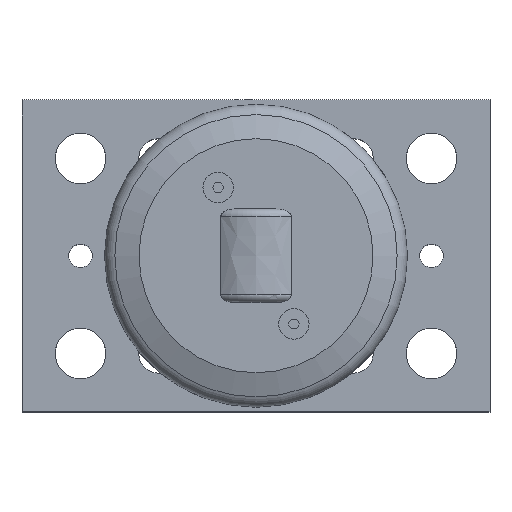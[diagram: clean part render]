
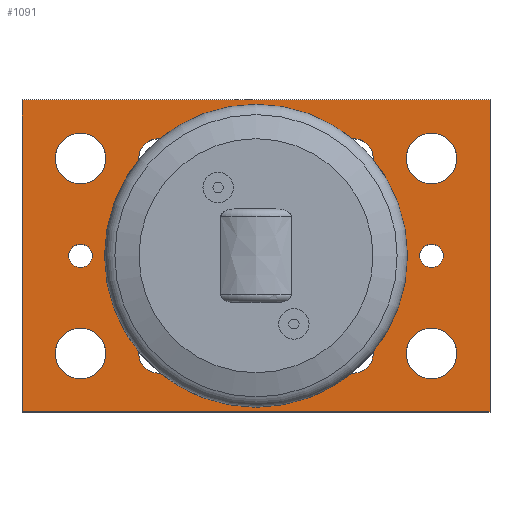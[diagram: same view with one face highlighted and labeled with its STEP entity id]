
A CAD part, top view. The second image highlights one B-rep face of the part: STEP entity #1091.
In plain terms, the highlighted planar face has unit normal (0, 0, 1).
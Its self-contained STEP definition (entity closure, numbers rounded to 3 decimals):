
#46=FACE_BOUND('',#241,.T.);
#47=FACE_BOUND('',#242,.T.);
#48=FACE_BOUND('',#243,.T.);
#49=FACE_BOUND('',#244,.T.);
#50=FACE_BOUND('',#245,.T.);
#51=FACE_BOUND('',#246,.T.);
#52=FACE_BOUND('',#247,.T.);
#53=FACE_BOUND('',#248,.T.);
#54=FACE_BOUND('',#249,.T.);
#55=FACE_BOUND('',#250,.T.);
#56=FACE_BOUND('',#251,.T.);
#82=CIRCLE('',#1183,26.5);
#83=CIRCLE('',#1184,5.053);
#84=CIRCLE('',#1185,5.053);
#85=CIRCLE('',#1186,5.053);
#86=CIRCLE('',#1187,5.053);
#87=CIRCLE('',#1188,5.053);
#88=CIRCLE('',#1189,5.053);
#89=CIRCLE('',#1190,5.053);
#90=CIRCLE('',#1191,5.053);
#91=CIRCLE('',#1192,6.5);
#92=CIRCLE('',#1193,6.5);
#93=CIRCLE('',#1194,6.5);
#94=CIRCLE('',#1195,6.5);
#95=CIRCLE('',#1196,3.);
#96=CIRCLE('',#1197,3.);
#175=FACE_OUTER_BOUND('',#240,.T.);
#240=EDGE_LOOP('',(#821,#822,#823,#824));
#241=EDGE_LOOP('',(#825));
#242=EDGE_LOOP('',(#826,#827));
#243=EDGE_LOOP('',(#828,#829));
#244=EDGE_LOOP('',(#830,#831));
#245=EDGE_LOOP('',(#832,#833));
#246=EDGE_LOOP('',(#834));
#247=EDGE_LOOP('',(#835));
#248=EDGE_LOOP('',(#836));
#249=EDGE_LOOP('',(#837));
#250=EDGE_LOOP('',(#838));
#251=EDGE_LOOP('',(#839));
#347=LINE('',#1786,#422);
#348=LINE('',#1788,#423);
#349=LINE('',#1790,#424);
#350=LINE('',#1791,#425);
#422=VECTOR('',#1386,10.);
#423=VECTOR('',#1387,10.);
#424=VECTOR('',#1388,10.);
#425=VECTOR('',#1389,10.);
#499=VERTEX_POINT('',#1784);
#500=VERTEX_POINT('',#1785);
#501=VERTEX_POINT('',#1787);
#502=VERTEX_POINT('',#1789);
#503=VERTEX_POINT('',#1792);
#504=VERTEX_POINT('',#1794);
#505=VERTEX_POINT('',#1795);
#506=VERTEX_POINT('',#1798);
#507=VERTEX_POINT('',#1799);
#508=VERTEX_POINT('',#1802);
#509=VERTEX_POINT('',#1803);
#510=VERTEX_POINT('',#1806);
#511=VERTEX_POINT('',#1807);
#512=VERTEX_POINT('',#1810);
#513=VERTEX_POINT('',#1812);
#514=VERTEX_POINT('',#1814);
#515=VERTEX_POINT('',#1816);
#516=VERTEX_POINT('',#1818);
#517=VERTEX_POINT('',#1820);
#624=EDGE_CURVE('',#499,#500,#347,.T.);
#625=EDGE_CURVE('',#501,#499,#348,.T.);
#626=EDGE_CURVE('',#502,#501,#349,.T.);
#627=EDGE_CURVE('',#500,#502,#350,.T.);
#628=EDGE_CURVE('',#503,#503,#82,.T.);
#629=EDGE_CURVE('',#504,#505,#83,.T.);
#630=EDGE_CURVE('',#505,#504,#84,.T.);
#631=EDGE_CURVE('',#506,#507,#85,.T.);
#632=EDGE_CURVE('',#507,#506,#86,.T.);
#633=EDGE_CURVE('',#508,#509,#87,.T.);
#634=EDGE_CURVE('',#509,#508,#88,.T.);
#635=EDGE_CURVE('',#510,#511,#89,.T.);
#636=EDGE_CURVE('',#511,#510,#90,.T.);
#637=EDGE_CURVE('',#512,#512,#91,.T.);
#638=EDGE_CURVE('',#513,#513,#92,.T.);
#639=EDGE_CURVE('',#514,#514,#93,.T.);
#640=EDGE_CURVE('',#515,#515,#94,.T.);
#641=EDGE_CURVE('',#516,#516,#95,.T.);
#642=EDGE_CURVE('',#517,#517,#96,.T.);
#821=ORIENTED_EDGE('',*,*,#624,.F.);
#822=ORIENTED_EDGE('',*,*,#625,.F.);
#823=ORIENTED_EDGE('',*,*,#626,.F.);
#824=ORIENTED_EDGE('',*,*,#627,.F.);
#825=ORIENTED_EDGE('',*,*,#628,.T.);
#826=ORIENTED_EDGE('',*,*,#629,.T.);
#827=ORIENTED_EDGE('',*,*,#630,.T.);
#828=ORIENTED_EDGE('',*,*,#631,.T.);
#829=ORIENTED_EDGE('',*,*,#632,.T.);
#830=ORIENTED_EDGE('',*,*,#633,.T.);
#831=ORIENTED_EDGE('',*,*,#634,.T.);
#832=ORIENTED_EDGE('',*,*,#635,.T.);
#833=ORIENTED_EDGE('',*,*,#636,.T.);
#834=ORIENTED_EDGE('',*,*,#637,.T.);
#835=ORIENTED_EDGE('',*,*,#638,.T.);
#836=ORIENTED_EDGE('',*,*,#639,.T.);
#837=ORIENTED_EDGE('',*,*,#640,.T.);
#838=ORIENTED_EDGE('',*,*,#641,.T.);
#839=ORIENTED_EDGE('',*,*,#642,.T.);
#1056=PLANE('',#1182);
#1091=ADVANCED_FACE('',(#175,#46,#47,#48,#49,#50,#51,#52,#53,#54,#55,#56),
#1056,.T.);
#1182=AXIS2_PLACEMENT_3D('',#1783,#1384,#1385);
#1183=AXIS2_PLACEMENT_3D('',#1793,#1390,#1391);
#1184=AXIS2_PLACEMENT_3D('',#1796,#1392,#1393);
#1185=AXIS2_PLACEMENT_3D('',#1797,#1394,#1395);
#1186=AXIS2_PLACEMENT_3D('',#1800,#1396,#1397);
#1187=AXIS2_PLACEMENT_3D('',#1801,#1398,#1399);
#1188=AXIS2_PLACEMENT_3D('',#1804,#1400,#1401);
#1189=AXIS2_PLACEMENT_3D('',#1805,#1402,#1403);
#1190=AXIS2_PLACEMENT_3D('',#1808,#1404,#1405);
#1191=AXIS2_PLACEMENT_3D('',#1809,#1406,#1407);
#1192=AXIS2_PLACEMENT_3D('',#1811,#1408,#1409);
#1193=AXIS2_PLACEMENT_3D('',#1813,#1410,#1411);
#1194=AXIS2_PLACEMENT_3D('',#1815,#1412,#1413);
#1195=AXIS2_PLACEMENT_3D('',#1817,#1414,#1415);
#1196=AXIS2_PLACEMENT_3D('',#1819,#1416,#1417);
#1197=AXIS2_PLACEMENT_3D('',#1821,#1418,#1419);
#1384=DIRECTION('center_axis',(0.,0.,1.));
#1385=DIRECTION('ref_axis',(1.,0.,0.));
#1386=DIRECTION('',(0.,1.,0.));
#1387=DIRECTION('',(-1.,0.,0.));
#1388=DIRECTION('',(0.,-1.,0.));
#1389=DIRECTION('',(1.,0.,0.));
#1390=DIRECTION('center_axis',(0.,0.,-1.));
#1391=DIRECTION('ref_axis',(0.,-1.,0.));
#1392=DIRECTION('center_axis',(0.,0.,-1.));
#1393=DIRECTION('ref_axis',(1.,0.,0.));
#1394=DIRECTION('center_axis',(0.,0.,-1.));
#1395=DIRECTION('ref_axis',(1.,0.,0.));
#1396=DIRECTION('center_axis',(0.,0.,-1.));
#1397=DIRECTION('ref_axis',(1.,0.,0.));
#1398=DIRECTION('center_axis',(0.,0.,-1.));
#1399=DIRECTION('ref_axis',(1.,0.,0.));
#1400=DIRECTION('center_axis',(0.,0.,-1.));
#1401=DIRECTION('ref_axis',(1.,0.,0.));
#1402=DIRECTION('center_axis',(0.,0.,-1.));
#1403=DIRECTION('ref_axis',(1.,0.,0.));
#1404=DIRECTION('center_axis',(0.,0.,-1.));
#1405=DIRECTION('ref_axis',(1.,0.,0.));
#1406=DIRECTION('center_axis',(0.,0.,-1.));
#1407=DIRECTION('ref_axis',(1.,0.,0.));
#1408=DIRECTION('center_axis',(0.,0.,-1.));
#1409=DIRECTION('ref_axis',(-1.,0.,0.));
#1410=DIRECTION('center_axis',(0.,0.,-1.));
#1411=DIRECTION('ref_axis',(-1.,0.,0.));
#1412=DIRECTION('center_axis',(0.,0.,-1.));
#1413=DIRECTION('ref_axis',(-1.,0.,0.));
#1414=DIRECTION('center_axis',(0.,0.,-1.));
#1415=DIRECTION('ref_axis',(-1.,0.,0.));
#1416=DIRECTION('center_axis',(0.,0.,-1.));
#1417=DIRECTION('ref_axis',(-1.,0.,0.));
#1418=DIRECTION('center_axis',(0.,0.,-1.));
#1419=DIRECTION('ref_axis',(-1.,0.,0.));
#1783=CARTESIAN_POINT('Origin',(60.,40.,15.));
#1784=CARTESIAN_POINT('',(0.,0.,15.));
#1785=CARTESIAN_POINT('',(0.,80.,15.));
#1786=CARTESIAN_POINT('',(0.,80.,15.));
#1787=CARTESIAN_POINT('',(120.,0.,15.));
#1788=CARTESIAN_POINT('',(0.,0.,15.));
#1789=CARTESIAN_POINT('',(120.,80.,15.));
#1790=CARTESIAN_POINT('',(120.,0.,15.));
#1791=CARTESIAN_POINT('',(120.,80.,15.));
#1792=CARTESIAN_POINT('',(60.,66.5,15.));
#1793=CARTESIAN_POINT('Origin',(60.,40.,15.));
#1794=CARTESIAN_POINT('',(40.053,15.,15.));
#1795=CARTESIAN_POINT('',(29.947,15.,15.));
#1796=CARTESIAN_POINT('Origin',(35.,15.,15.));
#1797=CARTESIAN_POINT('Origin',(35.,15.,15.));
#1798=CARTESIAN_POINT('',(90.053,15.,15.));
#1799=CARTESIAN_POINT('',(79.947,15.,15.));
#1800=CARTESIAN_POINT('Origin',(85.,15.,15.));
#1801=CARTESIAN_POINT('Origin',(85.,15.,15.));
#1802=CARTESIAN_POINT('',(90.053,65.,15.));
#1803=CARTESIAN_POINT('',(79.947,65.,15.));
#1804=CARTESIAN_POINT('Origin',(85.,65.,15.));
#1805=CARTESIAN_POINT('Origin',(85.,65.,15.));
#1806=CARTESIAN_POINT('',(40.053,65.,15.));
#1807=CARTESIAN_POINT('',(29.947,65.,15.));
#1808=CARTESIAN_POINT('Origin',(35.,65.,15.));
#1809=CARTESIAN_POINT('Origin',(35.,65.,15.));
#1810=CARTESIAN_POINT('',(21.5,15.,15.));
#1811=CARTESIAN_POINT('Origin',(15.,15.,15.));
#1812=CARTESIAN_POINT('',(21.5,65.,15.));
#1813=CARTESIAN_POINT('Origin',(15.,65.,15.));
#1814=CARTESIAN_POINT('',(111.5,15.,15.));
#1815=CARTESIAN_POINT('Origin',(105.,15.,15.));
#1816=CARTESIAN_POINT('',(111.5,65.,15.));
#1817=CARTESIAN_POINT('Origin',(105.,65.,15.));
#1818=CARTESIAN_POINT('',(108.,40.,15.));
#1819=CARTESIAN_POINT('Origin',(105.,40.,15.));
#1820=CARTESIAN_POINT('',(18.,40.,15.));
#1821=CARTESIAN_POINT('Origin',(15.,40.,15.));
